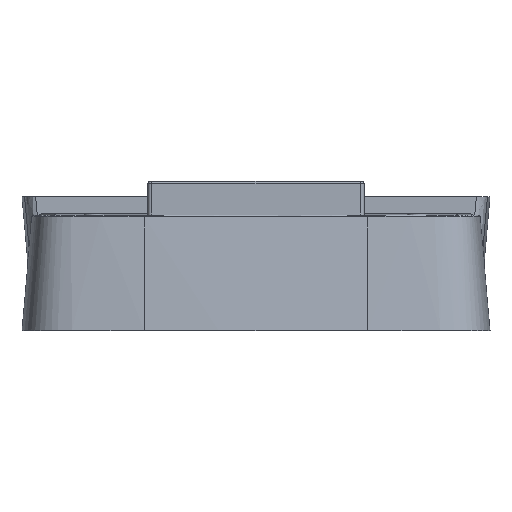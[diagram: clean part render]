
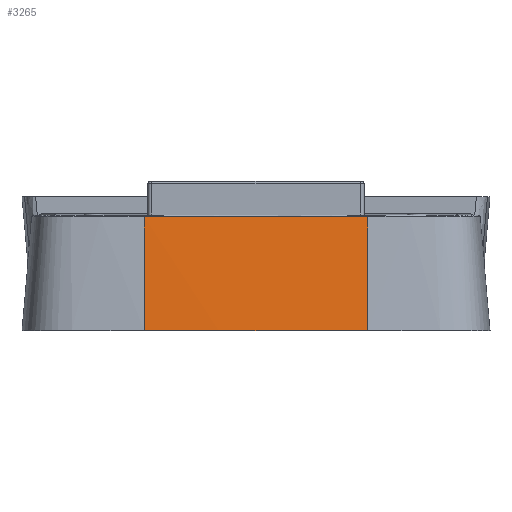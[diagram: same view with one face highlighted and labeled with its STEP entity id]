
A CAD part, front view. The second image highlights one B-rep face of the part: STEP entity #3265.
In plain terms, the highlighted conical face has half-angle 5 degrees and reference radius 2004.84 mm.
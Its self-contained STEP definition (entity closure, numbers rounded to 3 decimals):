
#3265 = ADVANCED_FACE( '', ( #6179 ), #6180, .T. );
#6179 = FACE_OUTER_BOUND( '', #14882, .T. );
#6180 = CONICAL_SURFACE( '', #14883, 2004.842, 0.087 );
#14882 = EDGE_LOOP( '', ( #24204, #24205, #24206, #24207 ) );
#14883 = AXIS2_PLACEMENT_3D( '', #24208, #24209, #24210 );
#24204 = ORIENTED_EDGE( '', *, *, #28597, .F. );
#24205 = ORIENTED_EDGE( '', *, *, #28598, .T. );
#24206 = ORIENTED_EDGE( '', *, *, #28599, .T. );
#24207 = ORIENTED_EDGE( '', *, *, #28281, .F. );
#24208 = CARTESIAN_POINT( '', ( 0., 1880., 0.087 ) );
#24209 = DIRECTION( '', ( 0., 0., -1. ) );
#24210 = DIRECTION( '', ( 1., 0., 0. ) );
#28281 = EDGE_CURVE( '', #30530, #30532, #30533, .T. );
#28597 = EDGE_CURVE( '', #31000, #30530, #31002, .T. );
#28598 = EDGE_CURVE( '', #31000, #31003, #31004, .T. );
#28599 = EDGE_CURVE( '', #31003, #30532, #31005, .T. );
#30530 = VERTEX_POINT( '', #35594 );
#30532 = VERTEX_POINT( '', #35645 );
#30533 = CIRCLE( '', #35646, 2009.662 );
#31000 = VERTEX_POINT( '', #36818 );
#31002 = LINE( '', #36867, #36868 );
#31003 = VERTEX_POINT( '', #36869 );
#31004 = B_SPLINE_CURVE_WITH_KNOTS( '', 3, ( #36870, #36871, #36872, #36873 ), .UNSPECIFIED., .F., .F., ( 4, 4 ), ( 0., 1. ), .UNSPECIFIED. );
#31005 = LINE( '', #36874, #36875 );
#35594 = CARTESIAN_POINT( '', ( 53.249, -128.956, -55. ) );
#35645 = CARTESIAN_POINT( '', ( -53.249, -128.956, -55. ) );
#35646 = AXIS2_PLACEMENT_3D( '', #38522, #38523, #38524 );
#36818 = CARTESIAN_POINT( '', ( 53.124, -124.226, -0.913 ) );
#36867 = CARTESIAN_POINT( '', ( 53.122, -124.138, 0.087 ) );
#36868 = VECTOR( '', #39016, 1000. );
#36869 = CARTESIAN_POINT( '', ( -53.124, -124.226, -0.913 ) );
#36870 = CARTESIAN_POINT( '', ( 53.124, -124.226, -0.913 ) );
#36871 = CARTESIAN_POINT( '', ( 17.716, -125.164, -0.913 ) );
#36872 = CARTESIAN_POINT( '', ( -17.716, -125.164, -0.913 ) );
#36873 = CARTESIAN_POINT( '', ( -53.124, -124.226, -0.913 ) );
#36874 = CARTESIAN_POINT( '', ( -53.122, -124.138, 0.087 ) );
#36875 = VECTOR( '', #39017, 1000. );
#38522 = CARTESIAN_POINT( '', ( 0., 1880., -55. ) );
#38523 = DIRECTION( '', ( 0., 0., -1. ) );
#38524 = DIRECTION( '', ( -1., 0., 0. ) );
#39016 = DIRECTION( '', ( 0.002, -0.087, -0.996 ) );
#39017 = DIRECTION( '', ( -0.002, -0.087, -0.996 ) );
